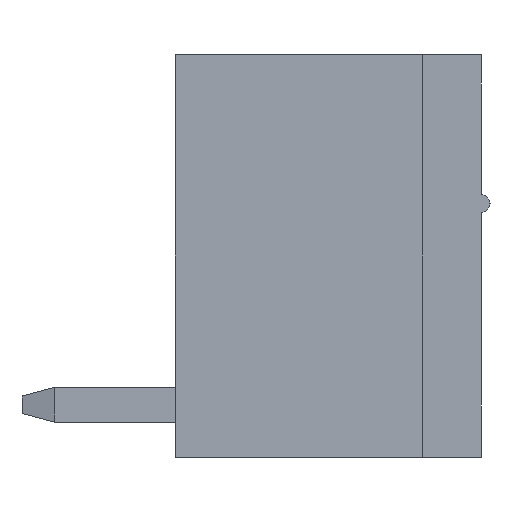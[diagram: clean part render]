
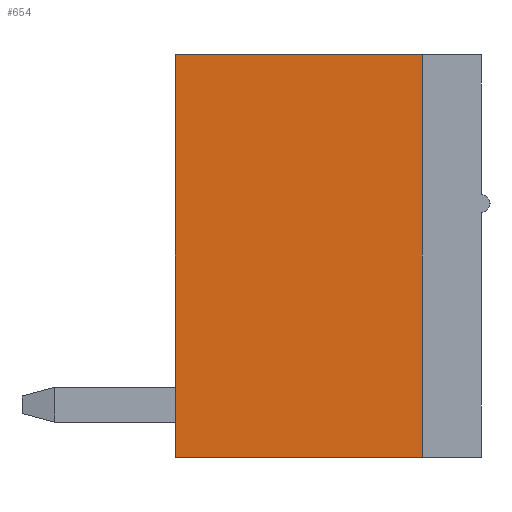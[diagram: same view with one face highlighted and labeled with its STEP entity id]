
A CAD part, left-side view. The second image highlights one B-rep face of the part: STEP entity #654.
In plain terms, the highlighted planar face has unit normal (-1, 0, 0).
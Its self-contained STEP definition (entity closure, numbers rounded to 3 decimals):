
#654 = ADVANCED_FACE( '', ( #1514 ), #1515, .T. );
#1514 = FACE_OUTER_BOUND( '', #2649, .T. );
#1515 = PLANE( '', #2650 );
#2649 = EDGE_LOOP( '', ( #4264, #4265, #4266, #4267 ) );
#2650 = AXIS2_PLACEMENT_3D( '', #4268, #4269, #4270 );
#4264 = ORIENTED_EDGE( '', *, *, #7087, .T. );
#4265 = ORIENTED_EDGE( '', *, *, #7392, .T. );
#4266 = ORIENTED_EDGE( '', *, *, #7292, .T. );
#4267 = ORIENTED_EDGE( '', *, *, #7393, .T. );
#4268 = CARTESIAN_POINT( '', ( -18.53, 0., 0. ) );
#4269 = DIRECTION( '', ( -1., 0., 0. ) );
#4270 = DIRECTION( '', ( 0., 0., 1. ) );
#7087 = EDGE_CURVE( '', #8550, #8548, #8551, .T. );
#7292 = EDGE_CURVE( '', #8910, #8908, #8911, .T. );
#7392 = EDGE_CURVE( '', #8548, #8910, #9086, .T. );
#7393 = EDGE_CURVE( '', #8908, #8550, #9087, .T. );
#8548 = VERTEX_POINT( '', #10741 );
#8550 = VERTEX_POINT( '', #10744 );
#8551 = LINE( '', #10745, #10746 );
#8908 = VERTEX_POINT( '', #11263 );
#8910 = VERTEX_POINT( '', #11266 );
#8911 = LINE( '', #11267, #11268 );
#9086 = LINE( '', #11530, #11531 );
#9087 = LINE( '', #11532, #11533 );
#10741 = CARTESIAN_POINT( '', ( -18.53, -2.15, 4.6 ) );
#10744 = CARTESIAN_POINT( '', ( -18.53, -2.15, -4.6 ) );
#10745 = CARTESIAN_POINT( '', ( -18.53, -2.15, -4.6 ) );
#10746 = VECTOR( '', #13530, 1000. );
#11263 = CARTESIAN_POINT( '', ( -18.53, 3.5, -4.6 ) );
#11266 = CARTESIAN_POINT( '', ( -18.53, 3.5, 4.6 ) );
#11267 = CARTESIAN_POINT( '', ( -18.53, 3.5, 4.6 ) );
#11268 = VECTOR( '', #13713, 1000. );
#11530 = CARTESIAN_POINT( '', ( -18.53, -2.15, 4.6 ) );
#11531 = VECTOR( '', #13804, 1000. );
#11532 = CARTESIAN_POINT( '', ( -18.53, 3.5, -4.6 ) );
#11533 = VECTOR( '', #13805, 1000. );
#13530 = DIRECTION( '', ( 0., 0., 1. ) );
#13713 = DIRECTION( '', ( 0., 0., -1. ) );
#13804 = DIRECTION( '', ( 0., 1., 0. ) );
#13805 = DIRECTION( '', ( 0., -1., 0. ) );
